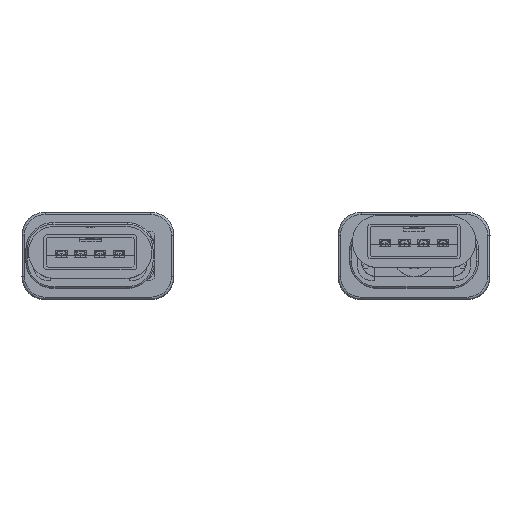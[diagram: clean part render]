
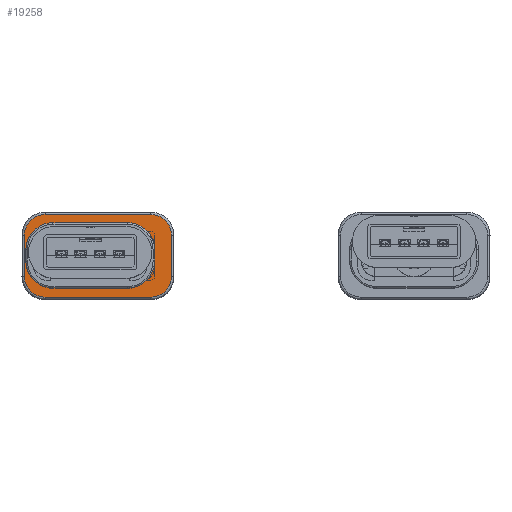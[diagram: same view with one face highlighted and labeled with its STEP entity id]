
A CAD part, top view. The second image highlights one B-rep face of the part: STEP entity #19258.
In plain terms, the highlighted planar face has unit normal (0, 0, 1).
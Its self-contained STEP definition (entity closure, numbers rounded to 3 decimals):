
#12617=LINE('',#69767,#15842);
#12618=LINE('',#69772,#15843);
#12619=LINE('',#69776,#15844);
#12620=LINE('',#69780,#15845);
#15842=VECTOR('',#57355,1.);
#15843=VECTOR('',#57358,1.);
#15844=VECTOR('',#57361,1.);
#15845=VECTOR('',#57364,1.);
#19258=ADVANCED_FACE('',(#22110),#20480,.T.);
#20480=PLANE('',#48453);
#22110=FACE_OUTER_BOUND('',#24307,.T.);
#24307=EDGE_LOOP('',(#32908,#32909,#32910,#32911,#32912,#32913,#32914,#32915));
#32908=ORIENTED_EDGE('',*,*,#42872,.T.);
#32909=ORIENTED_EDGE('',*,*,#42873,.T.);
#32910=ORIENTED_EDGE('',*,*,#42874,.T.);
#32911=ORIENTED_EDGE('',*,*,#42875,.T.);
#32912=ORIENTED_EDGE('',*,*,#42876,.T.);
#32913=ORIENTED_EDGE('',*,*,#42877,.T.);
#32914=ORIENTED_EDGE('',*,*,#42878,.T.);
#32915=ORIENTED_EDGE('',*,*,#42879,.T.);
#38044=VERTEX_POINT('',#69768);
#38045=VERTEX_POINT('',#69769);
#38046=VERTEX_POINT('',#69771);
#38047=VERTEX_POINT('',#69773);
#38048=VERTEX_POINT('',#69775);
#38049=VERTEX_POINT('',#69777);
#38050=VERTEX_POINT('',#69779);
#38051=VERTEX_POINT('',#69781);
#42872=EDGE_CURVE('',#38044,#38045,#12617,.T.);
#42873=EDGE_CURVE('',#38045,#38046,#45407,.T.);
#42874=EDGE_CURVE('',#38046,#38047,#12618,.T.);
#42875=EDGE_CURVE('',#38047,#38048,#45408,.T.);
#42876=EDGE_CURVE('',#38048,#38049,#12619,.T.);
#42877=EDGE_CURVE('',#38049,#38050,#45409,.T.);
#42878=EDGE_CURVE('',#38050,#38051,#12620,.T.);
#42879=EDGE_CURVE('',#38051,#38044,#45410,.T.);
#45407=CIRCLE('',#48449,2.7);
#45408=CIRCLE('',#48450,2.7);
#45409=CIRCLE('',#48451,2.7);
#45410=CIRCLE('',#48452,2.7);
#48449=AXIS2_PLACEMENT_3D('',#69770,#57356,#57357);
#48450=AXIS2_PLACEMENT_3D('',#69774,#57359,#57360);
#48451=AXIS2_PLACEMENT_3D('',#69778,#57362,#57363);
#48452=AXIS2_PLACEMENT_3D('',#69782,#57365,#57366);
#48453=AXIS2_PLACEMENT_3D('',#69783,#57367,#57368);
#57355=DIRECTION('',(0.,-1.,0.));
#57356=DIRECTION('',(0.,0.,1.));
#57357=DIRECTION('',(0.,-1.,0.));
#57358=DIRECTION('',(1.,0.,0.));
#57359=DIRECTION('',(0.,0.,1.));
#57360=DIRECTION('',(0.,-1.,0.));
#57361=DIRECTION('',(0.,1.,0.));
#57362=DIRECTION('',(0.,0.,1.));
#57363=DIRECTION('',(0.,-1.,0.));
#57364=DIRECTION('',(-1.,0.,0.));
#57365=DIRECTION('',(0.,0.,1.));
#57366=DIRECTION('',(0.,-1.,0.));
#57367=DIRECTION('',(0.,0.,1.));
#57368=DIRECTION('',(0.,-1.,0.));
#69767=CARTESIAN_POINT('',(11.077,0.,-18.625));
#69768=CARTESIAN_POINT('',(11.077,17.625,-18.625));
#69769=CARTESIAN_POINT('',(11.077,12.289,-18.625));
#69770=CARTESIAN_POINT('',(13.777,12.289,-18.625));
#69771=CARTESIAN_POINT('',(13.777,9.589,-18.625));
#69772=CARTESIAN_POINT('',(0.,9.59,-18.625));
#69773=CARTESIAN_POINT('',(27.477,9.589,-18.625));
#69774=CARTESIAN_POINT('',(27.477,12.289,-18.625));
#69775=CARTESIAN_POINT('',(30.177,12.289,-18.625));
#69776=CARTESIAN_POINT('',(30.177,0.,-18.625));
#69777=CARTESIAN_POINT('',(30.177,17.625,-18.625));
#69778=CARTESIAN_POINT('',(27.477,17.625,-18.625));
#69779=CARTESIAN_POINT('',(27.477,20.325,-18.625));
#69780=CARTESIAN_POINT('',(0.,20.325,-18.625));
#69781=CARTESIAN_POINT('',(13.777,20.325,-18.625));
#69782=CARTESIAN_POINT('',(13.777,17.625,-18.625));
#69783=CARTESIAN_POINT('',(0.,0.,-18.625));
